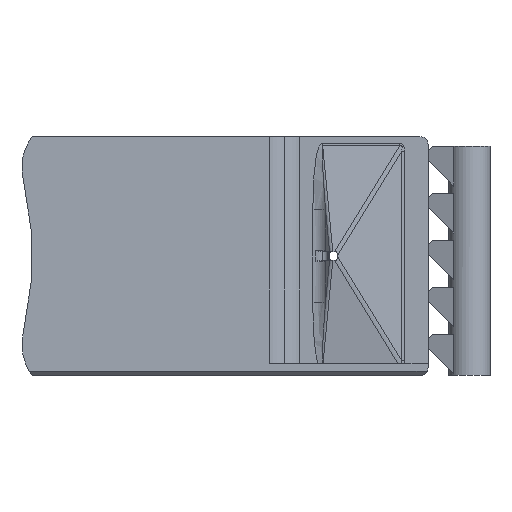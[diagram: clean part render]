
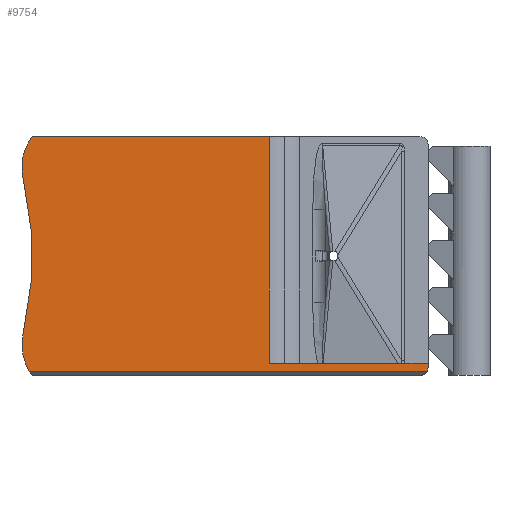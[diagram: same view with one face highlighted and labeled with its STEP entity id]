
A CAD part, left-side view. The second image highlights one B-rep face of the part: STEP entity #9754.
In plain terms, the highlighted planar face has unit normal (-1, 0, 0).
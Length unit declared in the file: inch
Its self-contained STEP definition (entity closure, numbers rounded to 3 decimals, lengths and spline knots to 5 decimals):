
#516=PLANE('',#10476);
#1035=FACE_OUTER_BOUND('',#1587,.T.);
#1587=EDGE_LOOP('',(#8710,#8711,#8712,#8713,#8714,#8715,#8716,#8717,#8718));
#1995=CIRCLE('',#10471,0.03937);
#1996=CIRCLE('',#10477,0.25);
#1997=CIRCLE('',#10478,1.61112);
#1998=CIRCLE('',#10479,0.25);
#2873=LINE('',#16989,#3828);
#2875=LINE('',#16995,#3830);
#2876=LINE('',#16997,#3831);
#2877=LINE('',#16999,#3832);
#2878=LINE('',#17001,#3833);
#3828=VECTOR('',#12718,0.3937);
#3830=VECTOR('',#12724,0.3937);
#3831=VECTOR('',#12725,0.3937);
#3832=VECTOR('',#12726,0.3937);
#3833=VECTOR('',#12727,0.3937);
#4748=VERTEX_POINT('',#16978);
#4749=VERTEX_POINT('',#16980);
#4752=VERTEX_POINT('',#16988);
#4754=VERTEX_POINT('',#16994);
#4755=VERTEX_POINT('',#16996);
#4756=VERTEX_POINT('',#16998);
#4757=VERTEX_POINT('',#17000);
#4758=VERTEX_POINT('',#17002);
#4759=VERTEX_POINT('',#17004);
#6112=EDGE_CURVE('',#4748,#4749,#1995,.T.);
#6116=EDGE_CURVE('',#4749,#4752,#2873,.T.);
#6119=EDGE_CURVE('',#4754,#4748,#2875,.T.);
#6120=EDGE_CURVE('',#4755,#4754,#2876,.T.);
#6121=EDGE_CURVE('',#4756,#4755,#2877,.T.);
#6122=EDGE_CURVE('',#4756,#4757,#2878,.T.);
#6123=EDGE_CURVE('',#4757,#4758,#1996,.T.);
#6124=EDGE_CURVE('',#4758,#4759,#1997,.T.);
#6125=EDGE_CURVE('',#4759,#4752,#1998,.T.);
#8710=ORIENTED_EDGE('',*,*,#6112,.F.);
#8711=ORIENTED_EDGE('',*,*,#6119,.F.);
#8712=ORIENTED_EDGE('',*,*,#6120,.F.);
#8713=ORIENTED_EDGE('',*,*,#6121,.F.);
#8714=ORIENTED_EDGE('',*,*,#6122,.T.);
#8715=ORIENTED_EDGE('',*,*,#6123,.T.);
#8716=ORIENTED_EDGE('',*,*,#6124,.T.);
#8717=ORIENTED_EDGE('',*,*,#6125,.T.);
#8718=ORIENTED_EDGE('',*,*,#6116,.F.);
#9754=ADVANCED_FACE('',(#1035),#516,.T.);
#10471=AXIS2_PLACEMENT_3D('',#16981,#12709,#12710);
#10476=AXIS2_PLACEMENT_3D('',#16993,#12722,#12723);
#10477=AXIS2_PLACEMENT_3D('',#17003,#12728,#12729);
#10478=AXIS2_PLACEMENT_3D('',#17005,#12730,#12731);
#10479=AXIS2_PLACEMENT_3D('',#17006,#12732,#12733);
#12709=DIRECTION('center_axis',(1.,0.,0.));
#12710=DIRECTION('ref_axis',(0.,-0.707,-0.707));
#12718=DIRECTION('',(0.,1.,0.));
#12722=DIRECTION('center_axis',(-1.,0.,0.));
#12723=DIRECTION('ref_axis',(0.,1.,0.));
#12724=DIRECTION('',(0.,0.,-1.));
#12725=DIRECTION('',(0.,-1.,0.));
#12726=DIRECTION('',(0.,0.,-1.));
#12727=DIRECTION('',(0.,1.,0.));
#12728=DIRECTION('center_axis',(-1.,0.,0.));
#12729=DIRECTION('ref_axis',(0.,-0.973,0.23));
#12730=DIRECTION('center_axis',(1.,0.,0.));
#12731=DIRECTION('ref_axis',(0.,-0.973,0.23));
#12732=DIRECTION('center_axis',(-1.,0.,0.));
#12733=DIRECTION('ref_axis',(0.,-0.8,0.6));
#16978=CARTESIAN_POINT('',(-0.07874,0.2235,-1.02813));
#16980=CARTESIAN_POINT('',(-0.07874,0.22877,-1.04781));
#16981=CARTESIAN_POINT('Origin',(-0.07874,0.26287,-1.02813));
#16988=CARTESIAN_POINT('',(-0.07874,2.15555,-1.04781));
#16989=CARTESIAN_POINT('',(-0.07874,1.8797,-1.04781));
#16993=CARTESIAN_POINT('Origin',(-0.07874,1.5672,-0.489));
#16994=CARTESIAN_POINT('',(-0.07874,0.2235,-1.00844));
#16995=CARTESIAN_POINT('',(-0.07874,0.2235,-1.05274));
#16996=CARTESIAN_POINT('',(-0.07874,0.99398,-1.00844));
#16997=CARTESIAN_POINT('',(-0.07874,0.40317,-1.00844));
#16998=CARTESIAN_POINT('',(-0.07874,0.99398,0.0895));
#16999=CARTESIAN_POINT('',(-0.07874,0.99398,-0.77825));
#17000=CARTESIAN_POINT('',(-0.07874,2.1422,0.0895));
#17001=CARTESIAN_POINT('',(-0.07874,0.9422,0.0895));
#17002=CARTESIAN_POINT('',(-0.07874,2.18548,-0.11806));
#17003=CARTESIAN_POINT('Origin',(-0.07874,1.9422,-0.0605));
#17004=CARTESIAN_POINT('',(-0.07874,2.18548,-0.85994));
#17005=CARTESIAN_POINT('Origin',(-0.07874,3.75332,-0.489));
#17006=CARTESIAN_POINT('Origin',(-0.07874,1.9422,-0.9175));
